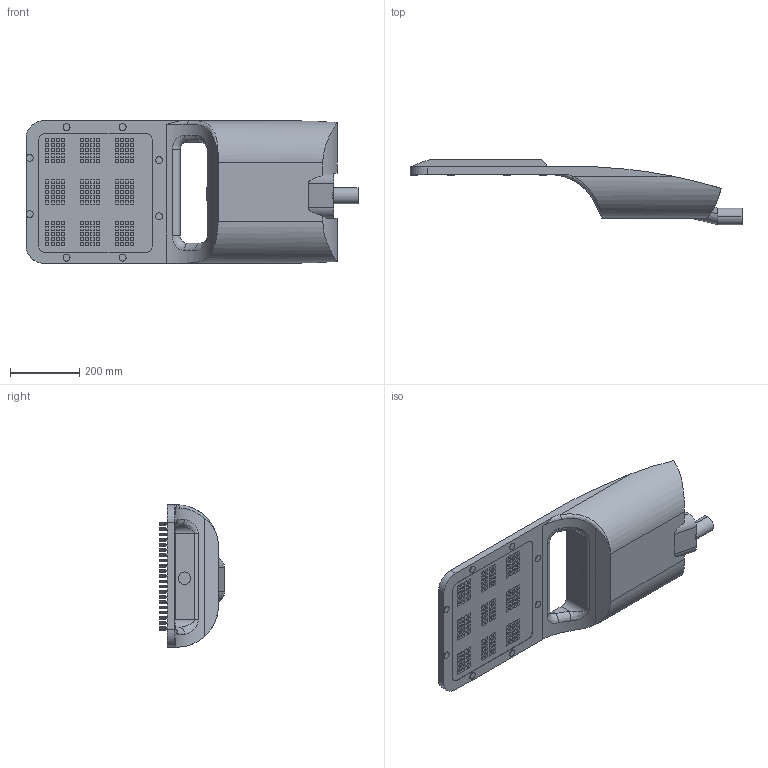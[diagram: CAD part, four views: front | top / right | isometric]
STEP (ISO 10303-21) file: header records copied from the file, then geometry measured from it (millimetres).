
FILE_DESCRIPTION (( 'STEP AP214' ), '1' );
FILE_NAME ('MAGISTRAL LED 150 (SW) 4000K.STEP', '2018-07-08T12:18:57', ( '' ), ( '' ), 'SwSTEP 2.0', 'SolidWorks 2013', '' );
FILE_SCHEMA (( 'AUTOMOTIVE_DESIGN' ));
Length unit declared in the file: millimetre
Products named in the file (1): MAGISTRAL LED 150 (SW) 4000K
Bounding box: 956 x 188 x 410 mm (x, y, z)
Volume: 21712643.8 mm3; surface area: 1228824.1 mm2
Topology: 2 solids, 2 shells, 1198 faces, 2872 edges, 1868 vertices
Faces by surface type: plane 1105, cylinder 85, bspline 5, torus 3
Entity records: 35074 total; most frequent: CARTESIAN_POINT 7051, ORIENTED_EDGE 5744, DIRECTION 5405, EDGE_CURVE 2872, VECTOR 2677, LINE 2677, VERTEX_POINT 1868, EDGE_LOOP 1392
